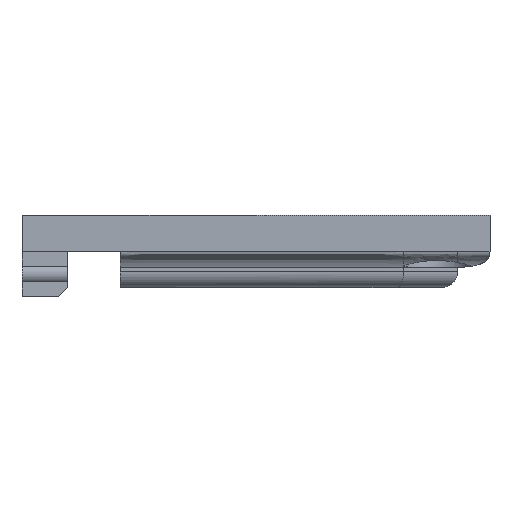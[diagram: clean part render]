
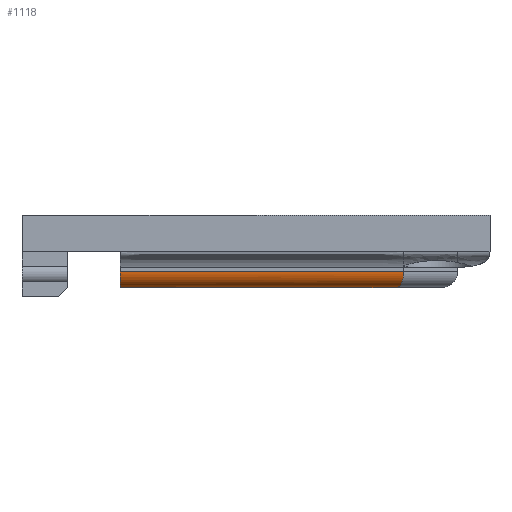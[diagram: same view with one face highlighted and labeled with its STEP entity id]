
A CAD part, front view. The second image highlights one B-rep face of the part: STEP entity #1118.
In plain terms, the highlighted cylindrical face has radius 3.5 mm (diameter 7 mm), a partial arc.
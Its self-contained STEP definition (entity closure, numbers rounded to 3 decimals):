
#24 = VERTEX_POINT('',#25);
#25 = CARTESIAN_POINT('',(234.826,21.15,-8.));
#32 = PLANE('',#33);
#33 = AXIS2_PLACEMENT_3D('',#34,#35,#36);
#34 = CARTESIAN_POINT('',(265.98,61.,-8.));
#35 = DIRECTION('',(0.,0.,1.));
#36 = DIRECTION('',(1.,0.,0.));
#44 = PLANE('',#45);
#45 = AXIS2_PLACEMENT_3D('',#46,#47,#48);
#46 = CARTESIAN_POINT('',(234.826,25.975,-3.059));
#47 = DIRECTION('',(-1.,-0.,-0.));
#48 = DIRECTION('',(0.,0.,-1.));
#56 = EDGE_CURVE('',#57,#24,#59,.T.);
#57 = VERTEX_POINT('',#58);
#58 = CARTESIAN_POINT('',(296.35,21.15,-8.));
#59 = SURFACE_CURVE('',#60,(#64,#71),.PCURVE_S1.);
#60 = LINE('',#61,#62);
#61 = CARTESIAN_POINT('',(297.8,21.15,-8.));
#62 = VECTOR('',#63,1.);
#63 = DIRECTION('',(-1.,0.,0.));
#64 = PCURVE('',#32,#65);
#65 = DEFINITIONAL_REPRESENTATION('',(#66),#70);
#66 = LINE('',#67,#68);
#67 = CARTESIAN_POINT('',(31.82,-39.85));
#68 = VECTOR('',#69,1.);
#69 = DIRECTION('',(-1.,0.));
#70 = ( GEOMETRIC_REPRESENTATION_CONTEXT(2) 
PARAMETRIC_REPRESENTATION_CONTEXT() REPRESENTATION_CONTEXT('2D SPACE',''
  ) );
#71 = PCURVE('',#72,#77);
#72 = CYLINDRICAL_SURFACE('',#73,3.5);
#73 = AXIS2_PLACEMENT_3D('',#74,#75,#76);
#74 = CARTESIAN_POINT('',(297.8,21.15,-4.5));
#75 = DIRECTION('',(-1.,0.,0.));
#76 = DIRECTION('',(0.,-1.,0.));
#77 = DEFINITIONAL_REPRESENTATION('',(#78),#82);
#78 = LINE('',#79,#80);
#79 = CARTESIAN_POINT('',(-1.571,0.));
#80 = VECTOR('',#81,1.);
#81 = DIRECTION('',(-0.,1.));
#82 = ( GEOMETRIC_REPRESENTATION_CONTEXT(2) 
PARAMETRIC_REPRESENTATION_CONTEXT() REPRESENTATION_CONTEXT('2D SPACE',''
  ) );
#100 = CYLINDRICAL_SURFACE('',#101,3.5);
#101 = AXIS2_PLACEMENT_3D('',#102,#103,#104);
#102 = CARTESIAN_POINT('',(295.325,20.125,-4.5));
#103 = DIRECTION('',(0.707,0.707,0.));
#104 = DIRECTION('',(0.707,-0.707,0.));
#462 = EDGE_CURVE('',#24,#463,#465,.T.);
#463 = VERTEX_POINT('',#464);
#464 = CARTESIAN_POINT('',(234.826,17.65,-4.5));
#465 = SURFACE_CURVE('',#466,(#471,#478),.PCURVE_S1.);
#466 = CIRCLE('',#467,3.5);
#467 = AXIS2_PLACEMENT_3D('',#468,#469,#470);
#468 = CARTESIAN_POINT('',(234.826,21.15,-4.5));
#469 = DIRECTION('',(-1.,0.,0.));
#470 = DIRECTION('',(0.,-1.,0.));
#471 = PCURVE('',#44,#472);
#472 = DEFINITIONAL_REPRESENTATION('',(#473),#477);
#473 = CIRCLE('',#474,3.5);
#474 = AXIS2_PLACEMENT_2D('',#475,#476);
#475 = CARTESIAN_POINT('',(1.441,4.825));
#476 = DIRECTION('',(0.,1.));
#477 = ( GEOMETRIC_REPRESENTATION_CONTEXT(2) 
PARAMETRIC_REPRESENTATION_CONTEXT() REPRESENTATION_CONTEXT('2D SPACE',''
  ) );
#478 = PCURVE('',#72,#479);
#479 = DEFINITIONAL_REPRESENTATION('',(#480),#484);
#480 = LINE('',#481,#482);
#481 = CARTESIAN_POINT('',(-6.283,62.974));
#482 = VECTOR('',#483,1.);
#483 = DIRECTION('',(1.,-0.));
#484 = ( GEOMETRIC_REPRESENTATION_CONTEXT(2) 
PARAMETRIC_REPRESENTATION_CONTEXT() REPRESENTATION_CONTEXT('2D SPACE',''
  ) );
#502 = PLANE('',#503);
#503 = AXIS2_PLACEMENT_3D('',#504,#505,#506);
#504 = CARTESIAN_POINT('',(309.8,17.65,0.));
#505 = DIRECTION('',(0.,1.,0.));
#506 = DIRECTION('',(-1.,0.,0.));
#1118 = ADVANCED_FACE('',(#1119),#72,.T.);
#1119 = FACE_BOUND('',#1120,.F.);
#1120 = EDGE_LOOP('',(#1121,#1144,#1176,#1177));
#1121 = ORIENTED_EDGE('',*,*,#1122,.F.);
#1122 = EDGE_CURVE('',#1123,#463,#1125,.T.);
#1123 = VERTEX_POINT('',#1124);
#1124 = CARTESIAN_POINT('',(297.8,17.65,-4.5));
#1125 = SURFACE_CURVE('',#1126,(#1130,#1137),.PCURVE_S1.);
#1126 = LINE('',#1127,#1128);
#1127 = CARTESIAN_POINT('',(297.8,17.65,-4.5));
#1128 = VECTOR('',#1129,1.);
#1129 = DIRECTION('',(-1.,0.,0.));
#1130 = PCURVE('',#72,#1131);
#1131 = DEFINITIONAL_REPRESENTATION('',(#1132),#1136);
#1132 = LINE('',#1133,#1134);
#1133 = CARTESIAN_POINT('',(-0.,0.));
#1134 = VECTOR('',#1135,1.);
#1135 = DIRECTION('',(-0.,1.));
#1136 = ( GEOMETRIC_REPRESENTATION_CONTEXT(2) 
PARAMETRIC_REPRESENTATION_CONTEXT() REPRESENTATION_CONTEXT('2D SPACE',''
  ) );
#1137 = PCURVE('',#502,#1138);
#1138 = DEFINITIONAL_REPRESENTATION('',(#1139),#1143);
#1139 = LINE('',#1140,#1141);
#1140 = CARTESIAN_POINT('',(12.,-4.5));
#1141 = VECTOR('',#1142,1.);
#1142 = DIRECTION('',(1.,0.));
#1143 = ( GEOMETRIC_REPRESENTATION_CONTEXT(2) 
PARAMETRIC_REPRESENTATION_CONTEXT() REPRESENTATION_CONTEXT('2D SPACE',''
  ) );
#1144 = ORIENTED_EDGE('',*,*,#1145,.T.);
#1145 = EDGE_CURVE('',#1123,#57,#1146,.T.);
#1146 = SURFACE_CURVE('',#1147,(#1152,#1164),.PCURVE_S1.);
#1147 = ELLIPSE('',#1148,3.788,3.5);
#1148 = AXIS2_PLACEMENT_3D('',#1149,#1150,#1151);
#1149 = CARTESIAN_POINT('',(296.35,21.15,-4.5));
#1150 = DIRECTION('',(0.924,0.383,-0.));
#1151 = DIRECTION('',(-0.383,0.924,0.));
#1152 = PCURVE('',#72,#1153);
#1153 = DEFINITIONAL_REPRESENTATION('',(#1154),#1163);
#1154 = B_SPLINE_CURVE_WITH_KNOTS('',7,(#1155,#1156,#1157,#1158,#1159,
    #1160,#1161,#1162),.UNSPECIFIED.,.F.,.F.,(8,8),(3.142,
    4.712),.PIECEWISE_BEZIER_KNOTS.);
#1155 = CARTESIAN_POINT('',(0.,0.));
#1156 = CARTESIAN_POINT('',(-0.224,0.));
#1157 = CARTESIAN_POINT('',(-0.449,0.085));
#1158 = CARTESIAN_POINT('',(-0.673,0.255));
#1159 = CARTESIAN_POINT('',(-0.898,0.501));
#1160 = CARTESIAN_POINT('',(-1.122,0.799));
#1161 = CARTESIAN_POINT('',(-1.346,1.124));
#1162 = CARTESIAN_POINT('',(-1.571,1.45));
#1163 = ( GEOMETRIC_REPRESENTATION_CONTEXT(2) 
PARAMETRIC_REPRESENTATION_CONTEXT() REPRESENTATION_CONTEXT('2D SPACE',''
  ) );
#1164 = PCURVE('',#100,#1165);
#1165 = DEFINITIONAL_REPRESENTATION('',(#1166),#1175);
#1166 = B_SPLINE_CURVE_WITH_KNOTS('',7,(#1167,#1168,#1169,#1170,#1171,
    #1172,#1173,#1174),.UNSPECIFIED.,.F.,.F.,(8,8),(3.142,
    4.712),.PIECEWISE_BEZIER_KNOTS.);
#1167 = CARTESIAN_POINT('',(0.,0.));
#1168 = CARTESIAN_POINT('',(0.224,0.));
#1169 = CARTESIAN_POINT('',(0.449,0.085));
#1170 = CARTESIAN_POINT('',(0.673,0.255));
#1171 = CARTESIAN_POINT('',(0.898,0.501));
#1172 = CARTESIAN_POINT('',(1.122,0.799));
#1173 = CARTESIAN_POINT('',(1.346,1.124));
#1174 = CARTESIAN_POINT('',(1.571,1.45));
#1175 = ( GEOMETRIC_REPRESENTATION_CONTEXT(2) 
PARAMETRIC_REPRESENTATION_CONTEXT() REPRESENTATION_CONTEXT('2D SPACE',''
  ) );
#1176 = ORIENTED_EDGE('',*,*,#56,.T.);
#1177 = ORIENTED_EDGE('',*,*,#462,.T.);
